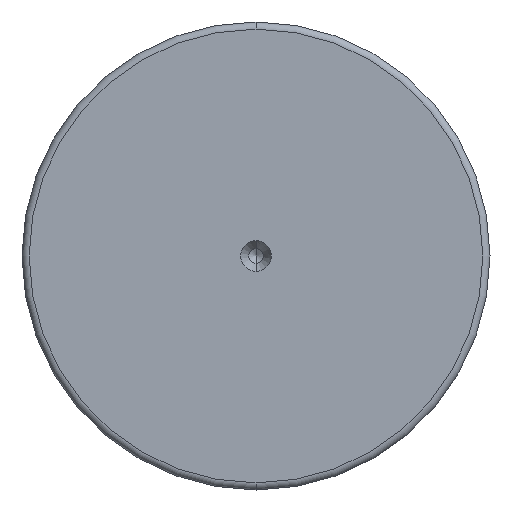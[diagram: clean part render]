
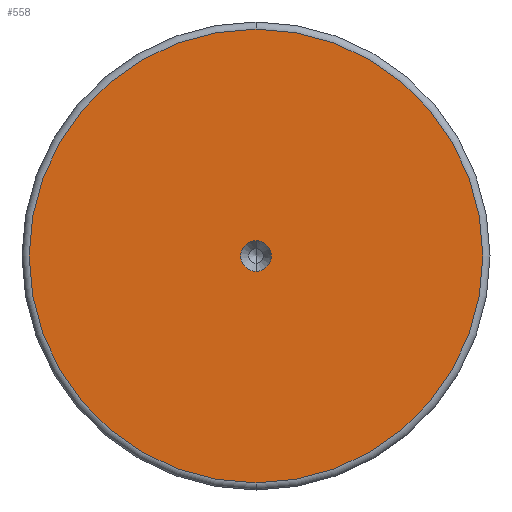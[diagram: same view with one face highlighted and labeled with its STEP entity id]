
A CAD part, front view. The second image highlights one B-rep face of the part: STEP entity #558.
In plain terms, the highlighted planar face has unit normal (0, -1, 0).
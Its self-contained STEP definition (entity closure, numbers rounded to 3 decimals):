
#26 = ORIENTED_EDGE ( 'NONE', *, *, #715, .F. ) ;
#32 = DIRECTION ( 'NONE',  ( 0., 0., 1. ) ) ;
#33 = DIRECTION ( 'NONE',  ( 0., 1., 0. ) ) ;
#34 = CARTESIAN_POINT ( 'NONE',  ( 0., 0., 0. ) ) ;
#37 = FACE_OUTER_BOUND ( 'NONE', #191, .T. ) ;
#49 = VERTEX_POINT ( 'NONE', #457 ) ;
#61 = DIRECTION ( 'NONE',  ( 0., 1., 0. ) ) ;
#74 = AXIS2_PLACEMENT_3D ( 'NONE', #179, #392, #375 ) ;
#78 = AXIS2_PLACEMENT_3D ( 'NONE', #642, #61, #720 ) ;
#95 = CIRCLE ( 'NONE', #152, 31.5 ) ;
#99 = AXIS2_PLACEMENT_3D ( 'NONE', #34, #33, #32 ) ;
#152 = AXIS2_PLACEMENT_3D ( 'NONE', #514, #526, #535 ) ;
#179 = CARTESIAN_POINT ( 'NONE',  ( 0., 0., 0. ) ) ;
#181 = CARTESIAN_POINT ( 'NONE',  ( 0., 0., 31.5 ) ) ;
#188 = CARTESIAN_POINT ( 'NONE',  ( 2.125, 0., 0. ) ) ;
#191 = EDGE_LOOP ( 'NONE', ( #26, #379 ) ) ;
#197 = CIRCLE ( 'NONE', #78, 31.5 ) ;
#232 = CARTESIAN_POINT ( 'NONE',  ( 0., 0., -2.125 ) ) ;
#289 = AXIS2_PLACEMENT_3D ( 'NONE', #188, #756, #776 ) ;
#298 = ORIENTED_EDGE ( 'NONE', *, *, #788, .T. ) ;
#302 = CIRCLE ( 'NONE', #74, 2.125 ) ;
#304 = VERTEX_POINT ( 'NONE', #232 ) ;
#375 = DIRECTION ( 'NONE',  ( 0., 0., 1. ) ) ;
#379 = ORIENTED_EDGE ( 'NONE', *, *, #795, .F. ) ;
#392 = DIRECTION ( 'NONE',  ( 0., 1., 0. ) ) ;
#440 = VERTEX_POINT ( 'NONE', #181 ) ;
#457 = CARTESIAN_POINT ( 'NONE',  ( 0., 0., 2.125 ) ) ;
#501 = CARTESIAN_POINT ( 'NONE',  ( 0., 0., -31.5 ) ) ;
#514 = CARTESIAN_POINT ( 'NONE',  ( 0., 0., 0. ) ) ;
#526 = DIRECTION ( 'NONE',  ( 0., 1., 0. ) ) ;
#535 = DIRECTION ( 'NONE',  ( 0., 0., 1. ) ) ;
#558 = ADVANCED_FACE ( 'NONE', ( #37, #572 ), #579, .F. ) ;
#565 = CIRCLE ( 'NONE', #99, 2.125 ) ;
#572 = FACE_BOUND ( 'NONE', #681, .T. ) ;
#579 = PLANE ( 'NONE',  #289 ) ;
#642 = CARTESIAN_POINT ( 'NONE',  ( 0., 0., 0. ) ) ;
#659 = ORIENTED_EDGE ( 'NONE', *, *, #764, .T. ) ;
#681 = EDGE_LOOP ( 'NONE', ( #659, #298 ) ) ;
#715 = EDGE_CURVE ( 'NONE', #440, #725, #95, .T. ) ;
#720 = DIRECTION ( 'NONE',  ( 0., 0., 1. ) ) ;
#725 = VERTEX_POINT ( 'NONE', #501 ) ;
#756 = DIRECTION ( 'NONE',  ( 0., 1., 0. ) ) ;
#764 = EDGE_CURVE ( 'NONE', #304, #49, #565, .T. ) ;
#776 = DIRECTION ( 'NONE',  ( 0., 0., 1. ) ) ;
#788 = EDGE_CURVE ( 'NONE', #49, #304, #302, .T. ) ;
#795 = EDGE_CURVE ( 'NONE', #725, #440, #197, .T. ) ;
